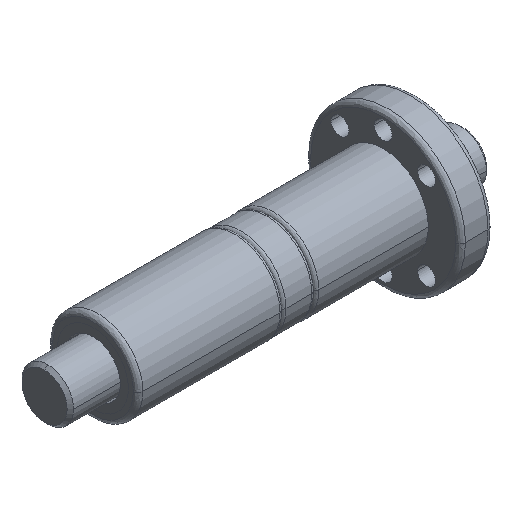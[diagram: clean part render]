
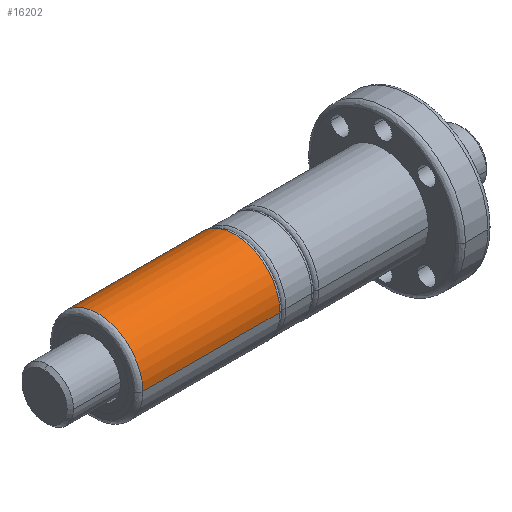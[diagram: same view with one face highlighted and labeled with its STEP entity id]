
A CAD part, isometric view. The second image highlights one B-rep face of the part: STEP entity #16202.
In plain terms, the highlighted cylindrical face has radius 14 mm (diameter 28 mm), a partial arc.
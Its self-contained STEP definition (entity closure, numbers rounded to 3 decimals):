
#521 = ORIENTED_EDGE ( 'NONE', *, *, #15574, .T. ) ;
#1472 = CARTESIAN_POINT ( 'NONE',  ( -113.5, -14., 0. ) ) ;
#1620 = CARTESIAN_POINT ( 'NONE',  ( -113.5, 14., 0. ) ) ;
#1768 = CARTESIAN_POINT ( 'NONE',  ( -71., 14., 0. ) ) ;
#2476 = EDGE_CURVE ( 'NONE', #9657, #14243, #21644, .T. ) ;
#3161 = EDGE_LOOP ( 'NONE', ( #521, #6245, #22124, #19653 ) ) ;
#3253 = EDGE_CURVE ( 'NONE', #6820, #14243, #23398, .T. ) ;
#5970 = CARTESIAN_POINT ( 'NONE',  ( 0., 0., 0. ) ) ;
#6245 = ORIENTED_EDGE ( 'NONE', *, *, #8149, .T. ) ;
#6820 = VERTEX_POINT ( 'NONE', #1620 ) ;
#7573 = CARTESIAN_POINT ( 'NONE',  ( 0., 14., 0. ) ) ;
#7635 = AXIS2_PLACEMENT_3D ( 'NONE', #20302, #20056, #12691 ) ;
#8149 = EDGE_CURVE ( 'NONE', #13808, #6820, #15817, .T. ) ;
#9042 = CYLINDRICAL_SURFACE ( 'NONE', #12565, 14. ) ;
#9578 = DIRECTION ( 'NONE',  ( -1., 0., 0. ) ) ;
#9657 = VERTEX_POINT ( 'NONE', #23748 ) ;
#12565 = AXIS2_PLACEMENT_3D ( 'NONE', #5970, #19393, #17453 ) ;
#12691 = DIRECTION ( 'NONE',  ( 0., -1., 0. ) ) ;
#13808 = VERTEX_POINT ( 'NONE', #1768 ) ;
#14243 = VERTEX_POINT ( 'NONE', #1472 ) ;
#14602 = VECTOR ( 'NONE', #9578, 1000. ) ;
#14641 = CARTESIAN_POINT ( 'NONE',  ( 0., -14., 0. ) ) ;
#15574 = EDGE_CURVE ( 'NONE', #9657, #13808, #22935, .T. ) ;
#15817 = LINE ( 'NONE', #7573, #14602 ) ;
#16202 = ADVANCED_FACE ( 'NONE', ( #22594 ), #9042, .T. ) ;
#16226 = DIRECTION ( 'NONE',  ( -1., 0., 0. ) ) ;
#17453 = DIRECTION ( 'NONE',  ( 0., -1., 0. ) ) ;
#17901 = AXIS2_PLACEMENT_3D ( 'NONE', #18179, #16226, #21815 ) ;
#18179 = CARTESIAN_POINT ( 'NONE',  ( -71., 0., 0. ) ) ;
#19393 = DIRECTION ( 'NONE',  ( -1., 0., 0. ) ) ;
#19653 = ORIENTED_EDGE ( 'NONE', *, *, #2476, .F. ) ;
#20056 = DIRECTION ( 'NONE',  ( 1., 0., 0. ) ) ;
#20302 = CARTESIAN_POINT ( 'NONE',  ( -113.5, 0., 0. ) ) ;
#20321 = DIRECTION ( 'NONE',  ( -1., 0., 0. ) ) ;
#21046 = VECTOR ( 'NONE', #20321, 1000. ) ;
#21644 = LINE ( 'NONE', #14641, #21046 ) ;
#21815 = DIRECTION ( 'NONE',  ( 0., -1., 0. ) ) ;
#22124 = ORIENTED_EDGE ( 'NONE', *, *, #3253, .T. ) ;
#22594 = FACE_OUTER_BOUND ( 'NONE', #3161, .T. ) ;
#22935 = CIRCLE ( 'NONE', #17901, 14. ) ;
#23398 = CIRCLE ( 'NONE', #7635, 14. ) ;
#23748 = CARTESIAN_POINT ( 'NONE',  ( -71., -14., 0. ) ) ;
